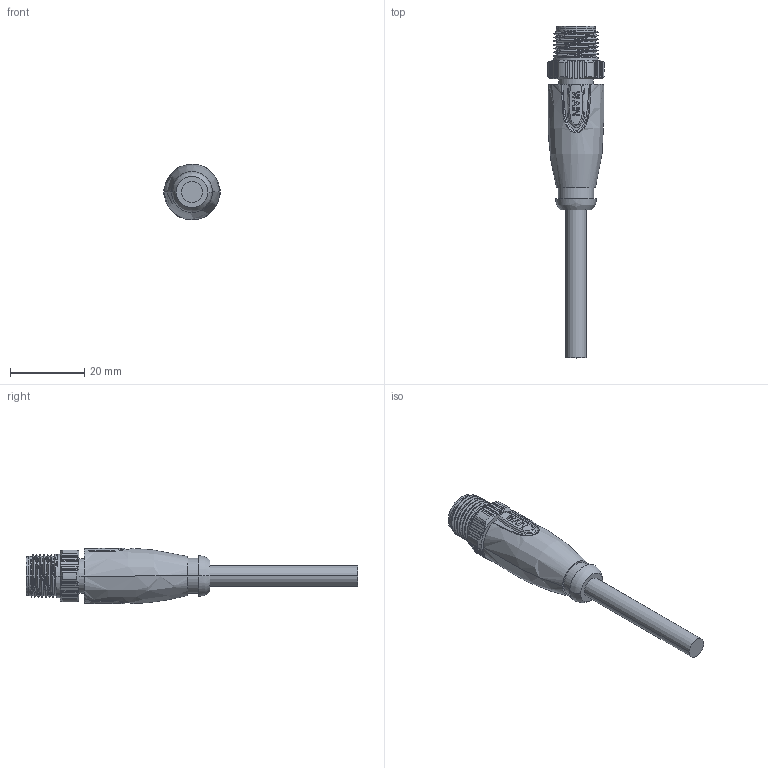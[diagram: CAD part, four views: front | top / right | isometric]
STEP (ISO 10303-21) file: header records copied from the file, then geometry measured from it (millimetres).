
FILE_DESCRIPTION((''),'2;1');
FILE_NAME('6666','2023-12-26T',('js.wu'),(''),'PRO/ENGINEER BY PARAMETRIC TECHNOLOGY CORPORATION, 2012480','PRO/ENGINEER BY PARAMETRIC TECHNOLOGY CORPORATION, 2012480','');
FILE_SCHEMA(('CONFIG_CONTROL_DESIGN'));
Length unit declared in the file: millimetre
Products named in the file (1): 6666
Bounding box: 15.2 x 89.7 x 15 mm (x, y, z)
Volume: 7124.2 mm3; surface area: 4497.5 mm2
Topology: 1 solids, 1 shells, 372 faces, 1000 edges, 648 vertices
Faces by surface type: plane 181, cylinder 136, cone 19, bspline 17, sphere 10, torus 4, revolution 4, extrusion 1
Entity records: 17269 total; most frequent: CARTESIAN_POINT 8661, ORIENTED_EDGE 1970, DIRECTION 1490, EDGE_CURVE 985, VERTEX_POINT 648, AXIS2_PLACEMENT_3D 560, B_SPLINE_CURVE_WITH_KNOTS 415, EDGE_LOOP 407
